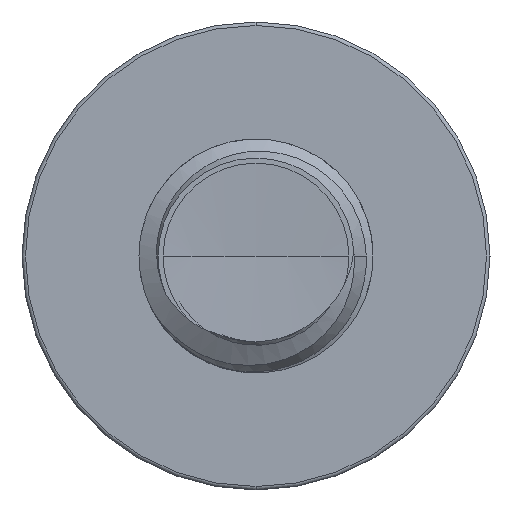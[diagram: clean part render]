
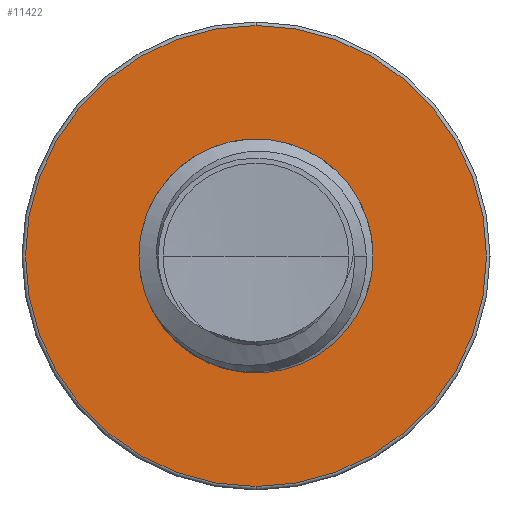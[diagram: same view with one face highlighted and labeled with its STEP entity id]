
A CAD part, front view. The second image highlights one B-rep face of the part: STEP entity #11422.
In plain terms, the highlighted planar face has unit normal (0, -1, 0).
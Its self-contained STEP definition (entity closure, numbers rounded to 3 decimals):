
#366 = FACE_OUTER_BOUND ( 'NONE', #10528, .T. ) ;
#770 = FACE_BOUND ( 'NONE', #6624, .T. ) ;
#1447 = VERTEX_POINT ( 'NONE', #6508 ) ;
#1851 = CARTESIAN_POINT ( 'NONE',  ( 0., 2.5, -1.576 ) ) ;
#2036 = ORIENTED_EDGE ( 'NONE', *, *, #3881, .F. ) ;
#2360 = CARTESIAN_POINT ( 'NONE',  ( 0., 2.5, 0.786 ) ) ;
#2827 = CARTESIAN_POINT ( 'NONE',  ( 0., 2.5, 0. ) ) ;
#3225 = AXIS2_PLACEMENT_3D ( 'NONE', #6821, #13493, #5968 ) ;
#3881 = EDGE_CURVE ( 'NONE', #13971, #6278, #8592, .T. ) ;
#4157 = DIRECTION ( 'NONE',  ( 0., 0., -1. ) ) ;
#4801 = AXIS2_PLACEMENT_3D ( 'NONE', #2360, #4974, #13614 ) ;
#4864 = DIRECTION ( 'NONE',  ( 0., -1., 0. ) ) ;
#4974 = DIRECTION ( 'NONE',  ( 0., -1., 0. ) ) ;
#5133 = EDGE_CURVE ( 'NONE', #6278, #13971, #7569, .T. ) ;
#5252 = ORIENTED_EDGE ( 'NONE', *, *, #7947, .T. ) ;
#5548 = DIRECTION ( 'NONE',  ( 0., -1., 0. ) ) ;
#5968 = DIRECTION ( 'NONE',  ( 0., 0., -1. ) ) ;
#6164 = AXIS2_PLACEMENT_3D ( 'NONE', #2827, #11610, #4157 ) ;
#6197 = CARTESIAN_POINT ( 'NONE',  ( 0., 2.5, -0.786 ) ) ;
#6278 = VERTEX_POINT ( 'NONE', #13238 ) ;
#6508 = CARTESIAN_POINT ( 'NONE',  ( 0., 2.5, 1.576 ) ) ;
#6624 = EDGE_LOOP ( 'NONE', ( #2036, #8018 ) ) ;
#6627 = AXIS2_PLACEMENT_3D ( 'NONE', #12289, #4864, #13500 ) ;
#6821 = CARTESIAN_POINT ( 'NONE',  ( 0., 2.5, 0. ) ) ;
#7569 = CIRCLE ( 'NONE', #9445, 0.786 ) ;
#7947 = EDGE_CURVE ( 'NONE', #1447, #10215, #13469, .T. ) ;
#8018 = ORIENTED_EDGE ( 'NONE', *, *, #5133, .F. ) ;
#8592 = CIRCLE ( 'NONE', #3225, 0.786 ) ;
#9445 = AXIS2_PLACEMENT_3D ( 'NONE', #12965, #5548, #14157 ) ;
#10215 = VERTEX_POINT ( 'NONE', #1851 ) ;
#10528 = EDGE_LOOP ( 'NONE', ( #13179, #5252 ) ) ;
#11422 = ADVANCED_FACE ( 'NONE', ( #366, #770 ), #15809, .T. ) ;
#11610 = DIRECTION ( 'NONE',  ( 0., -1., 0. ) ) ;
#12289 = CARTESIAN_POINT ( 'NONE',  ( 0., 2.5, 0. ) ) ;
#12965 = CARTESIAN_POINT ( 'NONE',  ( 0., 2.5, 0. ) ) ;
#13179 = ORIENTED_EDGE ( 'NONE', *, *, #13904, .T. ) ;
#13238 = CARTESIAN_POINT ( 'NONE',  ( 0., 2.5, 0.786 ) ) ;
#13469 = CIRCLE ( 'NONE', #6164, 1.576 ) ;
#13493 = DIRECTION ( 'NONE',  ( 0., -1., 0. ) ) ;
#13500 = DIRECTION ( 'NONE',  ( 0., 0., -1. ) ) ;
#13614 = DIRECTION ( 'NONE',  ( 0., 0., -1. ) ) ;
#13838 = CIRCLE ( 'NONE', #6627, 1.576 ) ;
#13904 = EDGE_CURVE ( 'NONE', #10215, #1447, #13838, .T. ) ;
#13971 = VERTEX_POINT ( 'NONE', #6197 ) ;
#14157 = DIRECTION ( 'NONE',  ( 0., 0., -1. ) ) ;
#15809 = PLANE ( 'NONE',  #4801 ) ;
